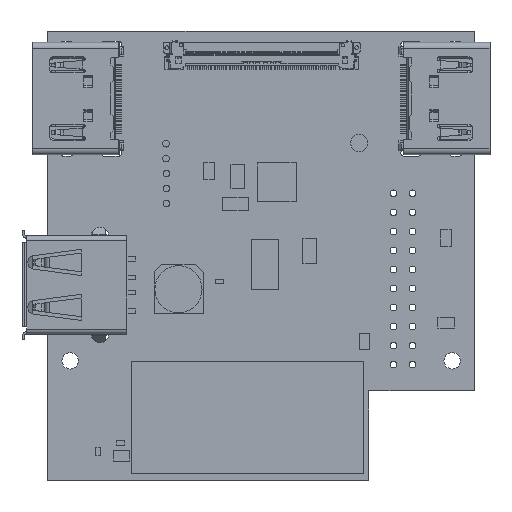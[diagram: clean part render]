
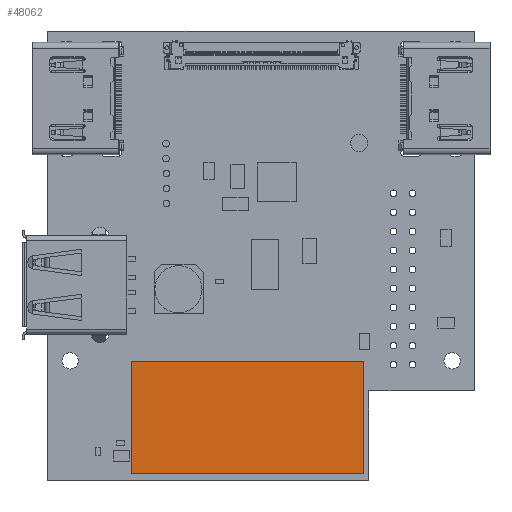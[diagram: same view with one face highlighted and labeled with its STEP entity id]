
A CAD part, top view. The second image highlights one B-rep face of the part: STEP entity #48062.
In plain terms, the highlighted planar face has unit normal (0, 0, 1).
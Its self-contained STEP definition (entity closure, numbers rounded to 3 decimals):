
#47748 = VERTEX_POINT('',#47749);
#47749 = CARTESIAN_POINT('',(15.5,-7.5,2.45));
#47756 = PLANE('',#47757);
#47757 = AXIS2_PLACEMENT_3D('',#47758,#47759,#47760);
#47758 = CARTESIAN_POINT('',(15.5,-7.5,0.));
#47759 = DIRECTION('',(-1.,0.,0.));
#47760 = DIRECTION('',(0.,1.,0.));
#47768 = PLANE('',#47769);
#47769 = AXIS2_PLACEMENT_3D('',#47770,#47771,#47772);
#47770 = CARTESIAN_POINT('',(-15.5,-7.5,0.));
#47771 = DIRECTION('',(0.,1.,0.));
#47772 = DIRECTION('',(1.,0.,0.));
#47780 = EDGE_CURVE('',#47748,#47781,#47783,.T.);
#47781 = VERTEX_POINT('',#47782);
#47782 = CARTESIAN_POINT('',(15.5,7.5,2.45));
#47783 = SURFACE_CURVE('',#47784,(#47788,#47795),.PCURVE_S1.);
#47784 = LINE('',#47785,#47786);
#47785 = CARTESIAN_POINT('',(15.5,-7.5,2.45));
#47786 = VECTOR('',#47787,1.);
#47787 = DIRECTION('',(0.,1.,0.));
#47788 = PCURVE('',#47756,#47789);
#47789 = DEFINITIONAL_REPRESENTATION('',(#47790),#47794);
#47790 = LINE('',#47791,#47792);
#47791 = CARTESIAN_POINT('',(0.,-2.45));
#47792 = VECTOR('',#47793,1.);
#47793 = DIRECTION('',(1.,0.));
#47794 = ( GEOMETRIC_REPRESENTATION_CONTEXT(2) 
PARAMETRIC_REPRESENTATION_CONTEXT() REPRESENTATION_CONTEXT('2D SPACE',''
  ) );
#47795 = PCURVE('',#47796,#47801);
#47796 = PLANE('',#47797);
#47797 = AXIS2_PLACEMENT_3D('',#47798,#47799,#47800);
#47798 = CARTESIAN_POINT('',(15.5,-7.5,2.45));
#47799 = DIRECTION('',(0.,0.,-1.));
#47800 = DIRECTION('',(-1.,0.,0.));
#47801 = DEFINITIONAL_REPRESENTATION('',(#47802),#47806);
#47802 = LINE('',#47803,#47804);
#47803 = CARTESIAN_POINT('',(0.,0.));
#47804 = VECTOR('',#47805,1.);
#47805 = DIRECTION('',(0.,1.));
#47806 = ( GEOMETRIC_REPRESENTATION_CONTEXT(2) 
PARAMETRIC_REPRESENTATION_CONTEXT() REPRESENTATION_CONTEXT('2D SPACE',''
  ) );
#47824 = PLANE('',#47825);
#47825 = AXIS2_PLACEMENT_3D('',#47826,#47827,#47828);
#47826 = CARTESIAN_POINT('',(15.5,7.5,0.));
#47827 = DIRECTION('',(0.,-1.,0.));
#47828 = DIRECTION('',(-1.,0.,0.));
#47866 = EDGE_CURVE('',#47781,#47867,#47869,.T.);
#47867 = VERTEX_POINT('',#47868);
#47868 = CARTESIAN_POINT('',(-15.5,7.5,2.45));
#47869 = SURFACE_CURVE('',#47870,(#47874,#47881),.PCURVE_S1.);
#47870 = LINE('',#47871,#47872);
#47871 = CARTESIAN_POINT('',(15.5,7.5,2.45));
#47872 = VECTOR('',#47873,1.);
#47873 = DIRECTION('',(-1.,0.,0.));
#47874 = PCURVE('',#47824,#47875);
#47875 = DEFINITIONAL_REPRESENTATION('',(#47876),#47880);
#47876 = LINE('',#47877,#47878);
#47877 = CARTESIAN_POINT('',(0.,-2.45));
#47878 = VECTOR('',#47879,1.);
#47879 = DIRECTION('',(1.,0.));
#47880 = ( GEOMETRIC_REPRESENTATION_CONTEXT(2) 
PARAMETRIC_REPRESENTATION_CONTEXT() REPRESENTATION_CONTEXT('2D SPACE',''
  ) );
#47881 = PCURVE('',#47796,#47882);
#47882 = DEFINITIONAL_REPRESENTATION('',(#47883),#47887);
#47883 = LINE('',#47884,#47885);
#47884 = CARTESIAN_POINT('',(0.,15.));
#47885 = VECTOR('',#47886,1.);
#47886 = DIRECTION('',(1.,0.));
#47887 = ( GEOMETRIC_REPRESENTATION_CONTEXT(2) 
PARAMETRIC_REPRESENTATION_CONTEXT() REPRESENTATION_CONTEXT('2D SPACE',''
  ) );
#47905 = PLANE('',#47906);
#47906 = AXIS2_PLACEMENT_3D('',#47907,#47908,#47909);
#47907 = CARTESIAN_POINT('',(-15.5,7.5,0.));
#47908 = DIRECTION('',(1.,0.,0.));
#47909 = DIRECTION('',(0.,-1.,0.));
#47942 = EDGE_CURVE('',#47867,#47943,#47945,.T.);
#47943 = VERTEX_POINT('',#47944);
#47944 = CARTESIAN_POINT('',(-15.5,-7.5,2.45));
#47945 = SURFACE_CURVE('',#47946,(#47950,#47957),.PCURVE_S1.);
#47946 = LINE('',#47947,#47948);
#47947 = CARTESIAN_POINT('',(-15.5,7.5,2.45));
#47948 = VECTOR('',#47949,1.);
#47949 = DIRECTION('',(0.,-1.,0.));
#47950 = PCURVE('',#47905,#47951);
#47951 = DEFINITIONAL_REPRESENTATION('',(#47952),#47956);
#47952 = LINE('',#47953,#47954);
#47953 = CARTESIAN_POINT('',(0.,-2.45));
#47954 = VECTOR('',#47955,1.);
#47955 = DIRECTION('',(1.,0.));
#47956 = ( GEOMETRIC_REPRESENTATION_CONTEXT(2) 
PARAMETRIC_REPRESENTATION_CONTEXT() REPRESENTATION_CONTEXT('2D SPACE',''
  ) );
#47957 = PCURVE('',#47796,#47958);
#47958 = DEFINITIONAL_REPRESENTATION('',(#47959),#47963);
#47959 = LINE('',#47960,#47961);
#47960 = CARTESIAN_POINT('',(31.,15.));
#47961 = VECTOR('',#47962,1.);
#47962 = DIRECTION('',(0.,-1.));
#47963 = ( GEOMETRIC_REPRESENTATION_CONTEXT(2) 
PARAMETRIC_REPRESENTATION_CONTEXT() REPRESENTATION_CONTEXT('2D SPACE',''
  ) );
#48013 = EDGE_CURVE('',#47943,#47748,#48014,.T.);
#48014 = SURFACE_CURVE('',#48015,(#48019,#48026),.PCURVE_S1.);
#48015 = LINE('',#48016,#48017);
#48016 = CARTESIAN_POINT('',(-15.5,-7.5,2.45));
#48017 = VECTOR('',#48018,1.);
#48018 = DIRECTION('',(1.,0.,0.));
#48019 = PCURVE('',#47768,#48020);
#48020 = DEFINITIONAL_REPRESENTATION('',(#48021),#48025);
#48021 = LINE('',#48022,#48023);
#48022 = CARTESIAN_POINT('',(0.,-2.45));
#48023 = VECTOR('',#48024,1.);
#48024 = DIRECTION('',(1.,0.));
#48025 = ( GEOMETRIC_REPRESENTATION_CONTEXT(2) 
PARAMETRIC_REPRESENTATION_CONTEXT() REPRESENTATION_CONTEXT('2D SPACE',''
  ) );
#48026 = PCURVE('',#47796,#48027);
#48027 = DEFINITIONAL_REPRESENTATION('',(#48028),#48032);
#48028 = LINE('',#48029,#48030);
#48029 = CARTESIAN_POINT('',(31.,0.));
#48030 = VECTOR('',#48031,1.);
#48031 = DIRECTION('',(-1.,0.));
#48032 = ( GEOMETRIC_REPRESENTATION_CONTEXT(2) 
PARAMETRIC_REPRESENTATION_CONTEXT() REPRESENTATION_CONTEXT('2D SPACE',''
  ) );
#48062 = ADVANCED_FACE('',(#48063),#47796,.F.);
#48063 = FACE_BOUND('',#48064,.T.);
#48064 = EDGE_LOOP('',(#48065,#48066,#48067,#48068));
#48065 = ORIENTED_EDGE('',*,*,#47780,.T.);
#48066 = ORIENTED_EDGE('',*,*,#47866,.T.);
#48067 = ORIENTED_EDGE('',*,*,#47942,.T.);
#48068 = ORIENTED_EDGE('',*,*,#48013,.T.);
